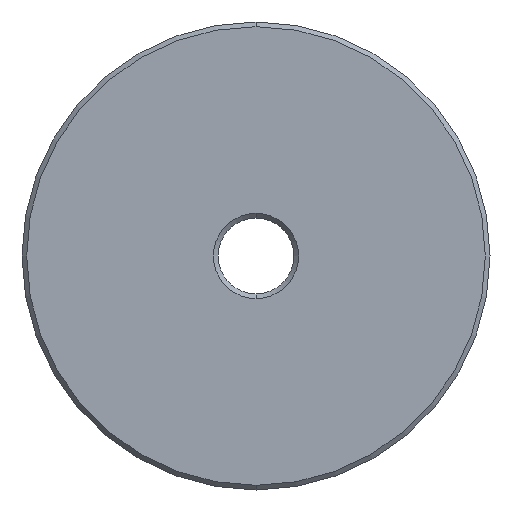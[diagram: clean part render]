
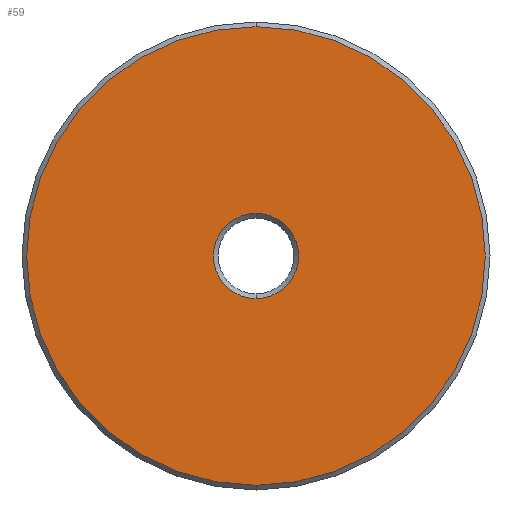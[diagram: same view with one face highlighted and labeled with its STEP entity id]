
A CAD part, front view. The second image highlights one B-rep face of the part: STEP entity #59.
In plain terms, the highlighted planar face has unit normal (0, -1, 0).
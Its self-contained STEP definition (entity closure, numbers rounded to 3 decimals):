
#1 = AXIS2_PLACEMENT_3D ( 'NONE', #25, #573, #518 ) ;
#5 = FACE_OUTER_BOUND ( 'NONE', #169, .T. ) ;
#7 = CARTESIAN_POINT ( 'NONE',  ( 0., 0., 9.1 ) ) ;
#16 = CARTESIAN_POINT ( 'NONE',  ( 0., 0., 0. ) ) ;
#25 = CARTESIAN_POINT ( 'NONE',  ( 0., 0., 0. ) ) ;
#26 = DIRECTION ( 'NONE',  ( 0., 1., 0. ) ) ;
#35 = ORIENTED_EDGE ( 'NONE', *, *, #702, .T. ) ;
#59 = ADVANCED_FACE ( 'NONE', ( #5, #193 ), #652, .F. ) ;
#67 = VERTEX_POINT ( 'NONE', #153 ) ;
#90 = AXIS2_PLACEMENT_3D ( 'NONE', #475, #26, #710 ) ;
#122 = ORIENTED_EDGE ( 'NONE', *, *, #671, .T. ) ;
#152 = EDGE_CURVE ( 'NONE', #612, #513, #172, .T. ) ;
#153 = CARTESIAN_POINT ( 'NONE',  ( 0., 0., -9.1 ) ) ;
#169 = EDGE_LOOP ( 'NONE', ( #385, #463 ) ) ;
#172 = CIRCLE ( 'NONE', #192, 49. ) ;
#192 = AXIS2_PLACEMENT_3D ( 'NONE', #16, #649, #260 ) ;
#193 = FACE_BOUND ( 'NONE', #571, .T. ) ;
#211 = DIRECTION ( 'NONE',  ( 0., 0., 1. ) ) ;
#260 = DIRECTION ( 'NONE',  ( 0., 0., 1. ) ) ;
#309 = CARTESIAN_POINT ( 'NONE',  ( 0., 0., -49. ) ) ;
#332 = CARTESIAN_POINT ( 'NONE',  ( 9.1, 0., 0. ) ) ;
#343 = CIRCLE ( 'NONE', #563, 9.1 ) ;
#385 = ORIENTED_EDGE ( 'NONE', *, *, #740, .F. ) ;
#463 = ORIENTED_EDGE ( 'NONE', *, *, #152, .F. ) ;
#475 = CARTESIAN_POINT ( 'NONE',  ( 0., 0., 0. ) ) ;
#493 = CARTESIAN_POINT ( 'NONE',  ( 0., 0., 49. ) ) ;
#513 = VERTEX_POINT ( 'NONE', #493 ) ;
#516 = CARTESIAN_POINT ( 'NONE',  ( 0., 0., 0. ) ) ;
#518 = DIRECTION ( 'NONE',  ( 0., 0., 1. ) ) ;
#563 = AXIS2_PLACEMENT_3D ( 'NONE', #516, #650, #211 ) ;
#566 = AXIS2_PLACEMENT_3D ( 'NONE', #332, #759, #580 ) ;
#571 = EDGE_LOOP ( 'NONE', ( #35, #122 ) ) ;
#573 = DIRECTION ( 'NONE',  ( 0., 1., 0. ) ) ;
#580 = DIRECTION ( 'NONE',  ( 0., 0., 1. ) ) ;
#612 = VERTEX_POINT ( 'NONE', #309 ) ;
#624 = VERTEX_POINT ( 'NONE', #7 ) ;
#649 = DIRECTION ( 'NONE',  ( 0., 1., 0. ) ) ;
#650 = DIRECTION ( 'NONE',  ( 0., 1., 0. ) ) ;
#652 = PLANE ( 'NONE',  #566 ) ;
#664 = CIRCLE ( 'NONE', #1, 9.1 ) ;
#671 = EDGE_CURVE ( 'NONE', #624, #67, #664, .T. ) ;
#702 = EDGE_CURVE ( 'NONE', #67, #624, #343, .T. ) ;
#710 = DIRECTION ( 'NONE',  ( 0., 0., 1. ) ) ;
#733 = CIRCLE ( 'NONE', #90, 49. ) ;
#740 = EDGE_CURVE ( 'NONE', #513, #612, #733, .T. ) ;
#759 = DIRECTION ( 'NONE',  ( 0., 1., 0. ) ) ;
